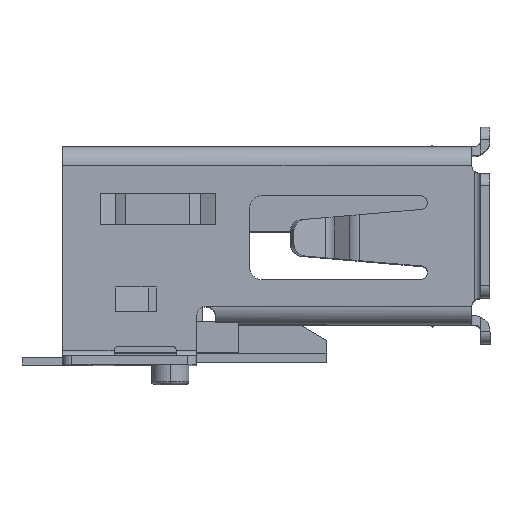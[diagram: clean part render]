
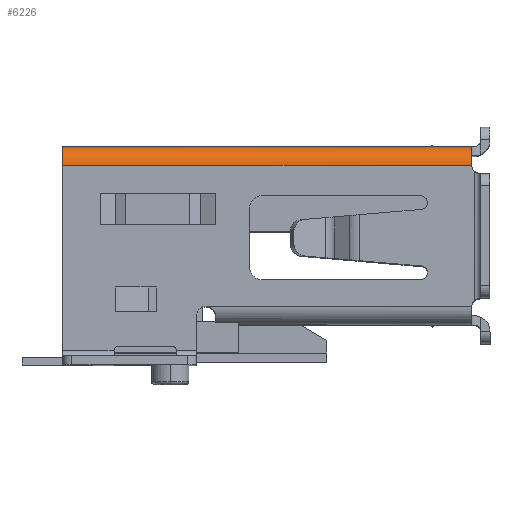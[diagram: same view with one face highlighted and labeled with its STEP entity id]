
A CAD part, top view. The second image highlights one B-rep face of the part: STEP entity #6226.
In plain terms, the highlighted cylindrical face has radius 0.6 mm (diameter 1.2 mm), a partial arc.
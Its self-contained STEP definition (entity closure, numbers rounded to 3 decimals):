
#2126 = DIRECTION ( 'NONE',  ( 1., 0., 0. ) ) ;
#2144 = DIRECTION ( 'NONE',  ( 0., 0., -1. ) ) ;
#2599 = LINE ( 'NONE', #15037, #28464 ) ;
#2882 = ORIENTED_EDGE ( 'NONE', *, *, #10185, .F. ) ;
#2954 = VERTEX_POINT ( 'NONE', #19118 ) ;
#3899 = CARTESIAN_POINT ( 'NONE',  ( 1.696, -0.187, 6.55 ) ) ;
#4092 = CARTESIAN_POINT ( 'NONE',  ( 1.695, -0.173, 6.549 ) ) ;
#4703 = CYLINDRICAL_SURFACE ( 'NONE', #26640, 0.6 ) ;
#5039 = ORIENTED_EDGE ( 'NONE', *, *, #21835, .F. ) ;
#5045 = LINE ( 'NONE', #28439, #13477 ) ;
#6226 = ADVANCED_FACE ( 'NONE', ( #28680 ), #4703, .T. ) ;
#8005 = DIRECTION ( 'NONE',  ( -1., 0., 0. ) ) ;
#8338 = ORIENTED_EDGE ( 'NONE', *, *, #24776, .T. ) ;
#9240 = AXIS2_PLACEMENT_3D ( 'NONE', #29042, #2126, #11216 ) ;
#10185 = EDGE_CURVE ( 'NONE', #2954, #16858, #33914, .T. ) ;
#10239 = CARTESIAN_POINT ( 'NONE',  ( 1.695, -0.16, 6.549 ) ) ;
#11216 = DIRECTION ( 'NONE',  ( 0., 1., 0. ) ) ;
#11458 = CARTESIAN_POINT ( 'NONE',  ( 1.695, -0.2, 5.95 ) ) ;
#11461 = VERTEX_POINT ( 'NONE', #25931 ) ;
#11839 = DIRECTION ( 'NONE',  ( -1., 0., 0. ) ) ;
#13477 = VECTOR ( 'NONE', #8005, 1000. ) ;
#13607 = CARTESIAN_POINT ( 'NONE',  ( 1.698, -0.2, 6.55 ) ) ;
#13818 = CARTESIAN_POINT ( 'NONE',  ( 1.697, -0.195, 6.55 ) ) ;
#14745 = ORIENTED_EDGE ( 'NONE', *, *, #34242, .T. ) ;
#15037 = CARTESIAN_POINT ( 'NONE',  ( 1.698, -0.2, 6.55 ) ) ;
#16858 = VERTEX_POINT ( 'NONE', #24106 ) ;
#17077 = EDGE_LOOP ( 'NONE', ( #2882, #18767, #14745, #8338, #5039 ) ) ;
#17553 = DIRECTION ( 'NONE',  ( 0., 0.067, 0.998 ) ) ;
#18767 = ORIENTED_EDGE ( 'NONE', *, *, #23822, .T. ) ;
#19118 = CARTESIAN_POINT ( 'NONE',  ( 1.695, -0.16, 6.549 ) ) ;
#19513 = CARTESIAN_POINT ( 'NONE',  ( -11.667, -0.2, 5.95 ) ) ;
#21835 = EDGE_CURVE ( 'NONE', #16858, #22022, #2599, .T. ) ;
#22022 = VERTEX_POINT ( 'NONE', #34370 ) ;
#23540 = VERTEX_POINT ( 'NONE', #26601 ) ;
#23822 = EDGE_CURVE ( 'NONE', #2954, #23540, #24850, .T. ) ;
#24106 = CARTESIAN_POINT ( 'NONE',  ( 1.698, -0.2, 6.55 ) ) ;
#24776 = EDGE_CURVE ( 'NONE', #11461, #22022, #36162, .T. ) ;
#24850 = CIRCLE ( 'NONE', #33550, 0.6 ) ;
#25189 = CARTESIAN_POINT ( 'NONE',  ( 1.695, -0.164, 6.549 ) ) ;
#25583 = DIRECTION ( 'NONE',  ( 1., 0., 0. ) ) ;
#25931 = CARTESIAN_POINT ( 'NONE',  ( -11.405, 0.4, 5.95 ) ) ;
#26601 = CARTESIAN_POINT ( 'NONE',  ( 1.695, 0.4, 5.95 ) ) ;
#26640 = AXIS2_PLACEMENT_3D ( 'NONE', #19513, #25583, #2144 ) ;
#26784 = DIRECTION ( 'NONE',  ( -1., 0., 0. ) ) ;
#28439 = CARTESIAN_POINT ( 'NONE',  ( 1.695, 0.4, 5.95 ) ) ;
#28464 = VECTOR ( 'NONE', #26784, 1000. ) ;
#28680 = FACE_OUTER_BOUND ( 'NONE', #17077, .T. ) ;
#29042 = CARTESIAN_POINT ( 'NONE',  ( -11.405, -0.2, 5.95 ) ) ;
#33550 = AXIS2_PLACEMENT_3D ( 'NONE', #11458, #11839, #17553 ) ;
#33914 = B_SPLINE_CURVE_WITH_KNOTS ( 'NONE', 3,
 ( #10239, #25189, #4092, #3899, #13818, #13607 ),
 .UNSPECIFIED., .F., .F.,
 ( 4, 1, 1, 4 ),
 ( 0., 0.333, 0.667, 1. ),
 .UNSPECIFIED. ) ;
#34242 = EDGE_CURVE ( 'NONE', #23540, #11461, #5045, .T. ) ;
#34370 = CARTESIAN_POINT ( 'NONE',  ( -11.405, -0.2, 6.55 ) ) ;
#36162 = CIRCLE ( 'NONE', #9240, 0.6 ) ;
